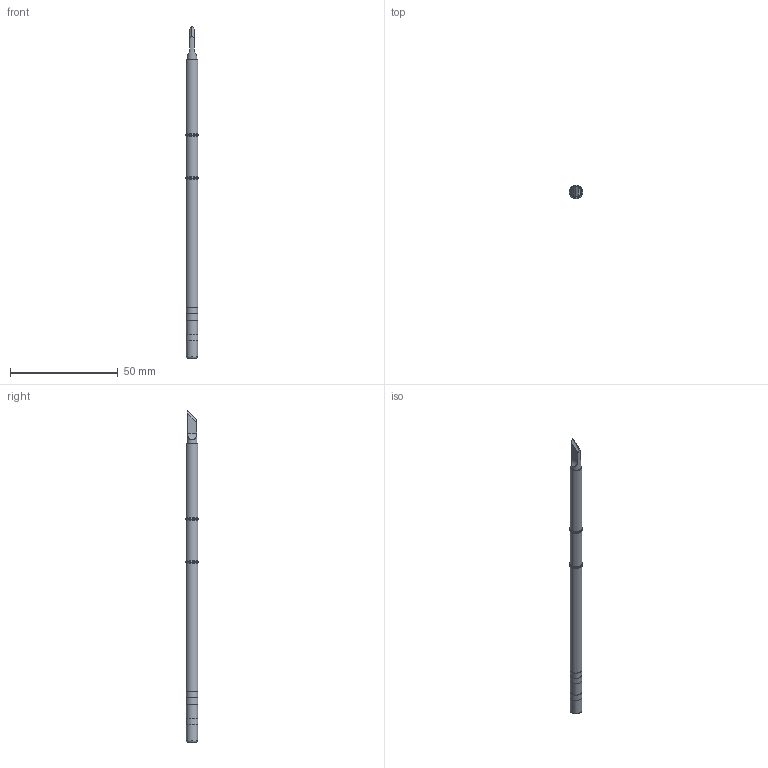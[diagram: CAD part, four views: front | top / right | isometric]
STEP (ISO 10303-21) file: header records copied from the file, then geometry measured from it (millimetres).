
FILE_DESCRIPTION(('STEP AP203'), '1');
FILE_NAME('T12-K Hakko', '2019-11-01T10:38:39', ('栫謾樥'), (''), 'ASCON STEP Converter 1.6', 'ASCON Math Kernel', '');
FILE_SCHEMA(('CONFIG_CONTROL_DESIGN'));
Length unit declared in the file: millimetre
Bounding box: 6.39 x 6.39 x 154.1 mm (x, y, z)
Volume: 3403.8 mm3; surface area: 2610.7 mm2
Topology: 1 solids, 1 shells, 33 faces, 61 edges, 36 vertices
Faces by surface type: plane 11, cylinder 11, torus 7, cone 4
Full cylindrical faces by diameter (mm): 4.6 x1, 5.3 x3, 5.5 x5
Entity records: 1132 total; most frequent: CARTESIAN_POINT 242, DIRECTION 129, ORIENTED_EDGE 82, AXIS2_PLACEMENT_3D 60, EDGE_LOOP 59, EDGE_CURVE 41, FACE_OUTER_BOUND 39, VERTEX_POINT 36
